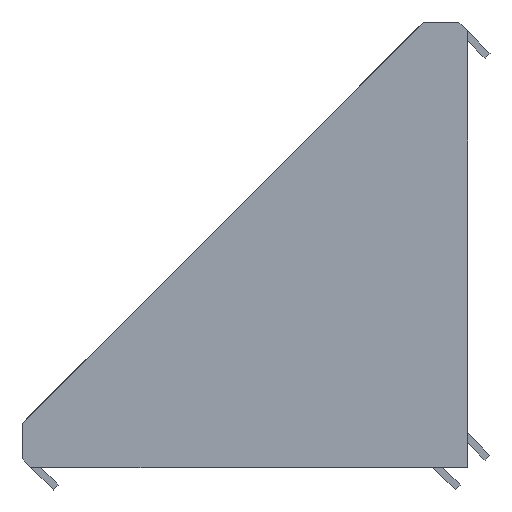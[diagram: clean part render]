
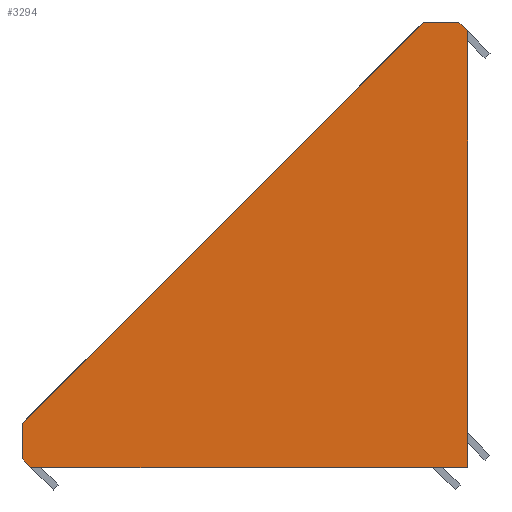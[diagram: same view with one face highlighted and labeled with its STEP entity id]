
A CAD part, left-side view. The second image highlights one B-rep face of the part: STEP entity #3294.
In plain terms, the highlighted planar face has unit normal (-1, 0, 0).
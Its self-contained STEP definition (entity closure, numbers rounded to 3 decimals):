
#55 = CARTESIAN_POINT ( 'NONE',  ( -19., 0., 76. ) ) ;
#213 = VERTEX_POINT ( 'NONE', #3365 ) ;
#242 = DIRECTION ( 'NONE',  ( 0., 1., 0. ) ) ;
#323 = VERTEX_POINT ( 'NONE', #3136 ) ;
#399 = LINE ( 'NONE', #1484, #1787 ) ;
#408 = EDGE_CURVE ( 'NONE', #2401, #213, #1247, .T. ) ;
#468 = EDGE_CURVE ( 'NONE', #3098, #1824, #759, .T. ) ;
#496 = DIRECTION ( 'NONE',  ( 0., -0.707, -0.707 ) ) ;
#527 = LINE ( 'NONE', #2029, #2631 ) ;
#582 = EDGE_CURVE ( 'NONE', #846, #2401, #1868, .T. ) ;
#671 = ORIENTED_EDGE ( 'NONE', *, *, #1751, .F. ) ;
#759 = LINE ( 'NONE', #1269, #1067 ) ;
#846 = VERTEX_POINT ( 'NONE', #3471 ) ;
#890 = VECTOR ( 'NONE', #2196, 1000. ) ;
#937 = CARTESIAN_POINT ( 'NONE',  ( -19., 76., 7.5 ) ) ;
#1067 = VECTOR ( 'NONE', #2122, 1000. ) ;
#1160 = DIRECTION ( 'NONE',  ( 0., 0.707, 0.707 ) ) ;
#1165 = VECTOR ( 'NONE', #242, 1000. ) ;
#1196 = ORIENTED_EDGE ( 'NONE', *, *, #408, .F. ) ;
#1217 = ORIENTED_EDGE ( 'NONE', *, *, #468, .F. ) ;
#1247 = LINE ( 'NONE', #1524, #1165 ) ;
#1269 = CARTESIAN_POINT ( 'NONE',  ( -19., 76., 0. ) ) ;
#1484 = CARTESIAN_POINT ( 'NONE',  ( -19., 1.5, 76. ) ) ;
#1512 = ORIENTED_EDGE ( 'NONE', *, *, #2648, .F. ) ;
#1524 = CARTESIAN_POINT ( 'NONE',  ( -19., 0., 0. ) ) ;
#1538 = CARTESIAN_POINT ( 'NONE',  ( -19., 76., 1.5 ) ) ;
#1717 = AXIS2_PLACEMENT_3D ( 'NONE', #2324, #2892, #1835 ) ;
#1744 = VECTOR ( 'NONE', #3297, 1000. ) ;
#1751 = EDGE_CURVE ( 'NONE', #213, #3098, #3490, .T. ) ;
#1756 = PLANE ( 'NONE',  #1717 ) ;
#1774 = FACE_OUTER_BOUND ( 'NONE', #3142, .T. ) ;
#1787 = VECTOR ( 'NONE', #496, 1000. ) ;
#1824 = VERTEX_POINT ( 'NONE', #937 ) ;
#1835 = DIRECTION ( 'NONE',  ( 0., 0., -1. ) ) ;
#1868 = LINE ( 'NONE', #1887, #890 ) ;
#1884 = CARTESIAN_POINT ( 'NONE',  ( -19., 74.5, 0. ) ) ;
#1887 = CARTESIAN_POINT ( 'NONE',  ( -19., 0., 0. ) ) ;
#2029 = CARTESIAN_POINT ( 'NONE',  ( -19., 76., 7.5 ) ) ;
#2122 = DIRECTION ( 'NONE',  ( 0., 0., 1. ) ) ;
#2196 = DIRECTION ( 'NONE',  ( 0., 0., -1. ) ) ;
#2324 = CARTESIAN_POINT ( 'NONE',  ( -19., 0., 0. ) ) ;
#2401 = VERTEX_POINT ( 'NONE', #3244 ) ;
#2418 = VERTEX_POINT ( 'NONE', #3518 ) ;
#2464 = VECTOR ( 'NONE', #1160, 1000. ) ;
#2465 = ORIENTED_EDGE ( 'NONE', *, *, #582, .F. ) ;
#2602 = DIRECTION ( 'NONE',  ( 0., -0.707, 0.707 ) ) ;
#2631 = VECTOR ( 'NONE', #2602, 1000. ) ;
#2648 = EDGE_CURVE ( 'NONE', #323, #2418, #3152, .T. ) ;
#2694 = EDGE_CURVE ( 'NONE', #1824, #323, #527, .T. ) ;
#2834 = EDGE_CURVE ( 'NONE', #2418, #846, #399, .T. ) ;
#2892 = DIRECTION ( 'NONE',  ( 1., 0., 0. ) ) ;
#3098 = VERTEX_POINT ( 'NONE', #1538 ) ;
#3136 = CARTESIAN_POINT ( 'NONE',  ( -19., 7.5, 76. ) ) ;
#3142 = EDGE_LOOP ( 'NONE', ( #1512, #3227, #1217, #671, #1196, #2465, #3442 ) ) ;
#3152 = LINE ( 'NONE', #55, #1744 ) ;
#3227 = ORIENTED_EDGE ( 'NONE', *, *, #2694, .F. ) ;
#3244 = CARTESIAN_POINT ( 'NONE',  ( -19., 0., 0. ) ) ;
#3294 = ADVANCED_FACE ( 'NONE', ( #1774 ), #1756, .F. ) ;
#3297 = DIRECTION ( 'NONE',  ( 0., -1., 0. ) ) ;
#3365 = CARTESIAN_POINT ( 'NONE',  ( -19., 74.5, 0. ) ) ;
#3442 = ORIENTED_EDGE ( 'NONE', *, *, #2834, .F. ) ;
#3471 = CARTESIAN_POINT ( 'NONE',  ( -19., 0., 74.5 ) ) ;
#3490 = LINE ( 'NONE', #1884, #2464 ) ;
#3518 = CARTESIAN_POINT ( 'NONE',  ( -19., 1.5, 76. ) ) ;
